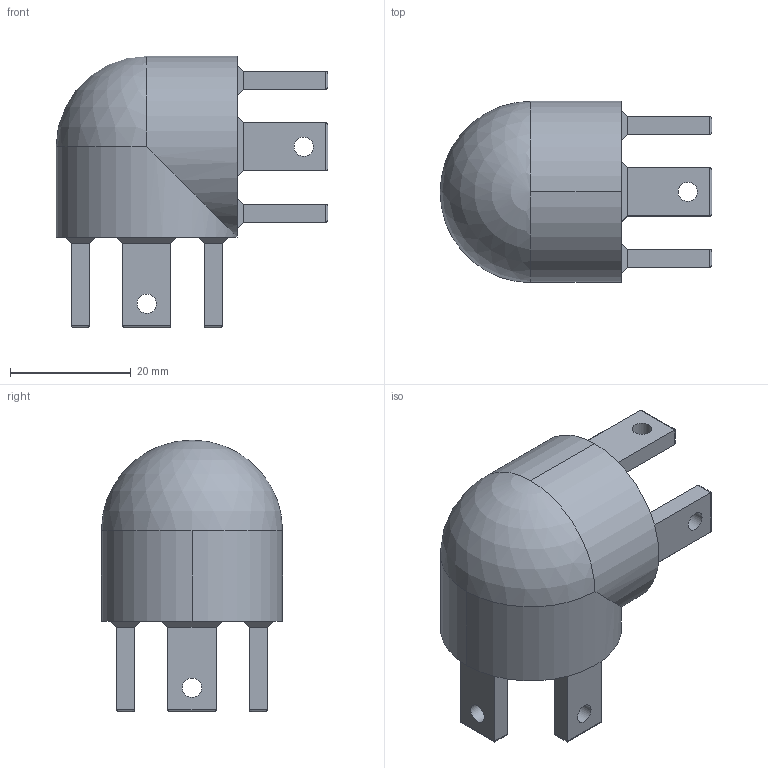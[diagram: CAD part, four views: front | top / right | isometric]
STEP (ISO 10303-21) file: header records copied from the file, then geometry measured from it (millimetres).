
FILE_DESCRIPTION(('HOOPS Exchange Step'),'2;1');
FILE_NAME('temp_export','2025-01-14T13:24:39+10:00',('mobile'),('Shapr3D Limited'),'HOOPS Exchange 2024.6','Shapr3D','Authorized');
FILE_SCHEMA( ('AP242_MANAGED_MODEL_BASED_3D_ENGINEERING_MIM_LF {1 0 10303 442 1 1 4 }') );
Length unit declared in the file: millimetre
Products named in the file (2): Corner Adapter 3; root
Assembly tree (1 placements, depth 2):
  root
    Corner Adapter 3
Bounding box: 45 x 30 x 45 mm (x, y, z)
Volume: 22991 mm3; surface area: 6749.8 mm2
Topology: 1 solids, 1 shells, 147 faces, 347 edges, 213 vertices
Faces by surface type: plane 88, cylinder 44, bspline 14, sphere 1
Full cylindrical faces by diameter (mm): 3.2 x8
Entity records: 4857 total; most frequent: CARTESIAN_POINT 1444, ORIENTED_EDGE 692, DIRECTION 664, EDGE_CURVE 346, VECTOR 246, LINE 246, VERTEX_POINT 213, AXIS2_PLACEMENT_3D 209
